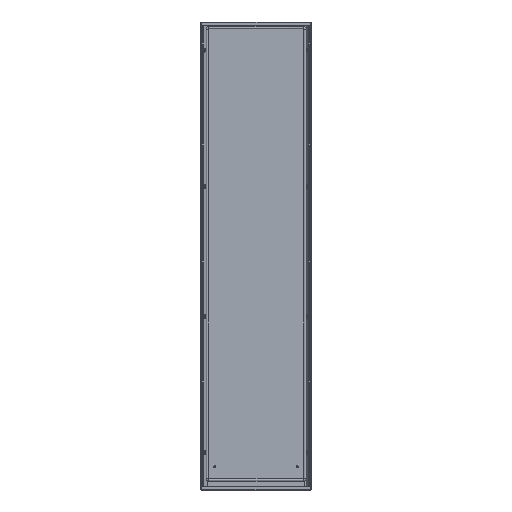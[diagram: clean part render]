
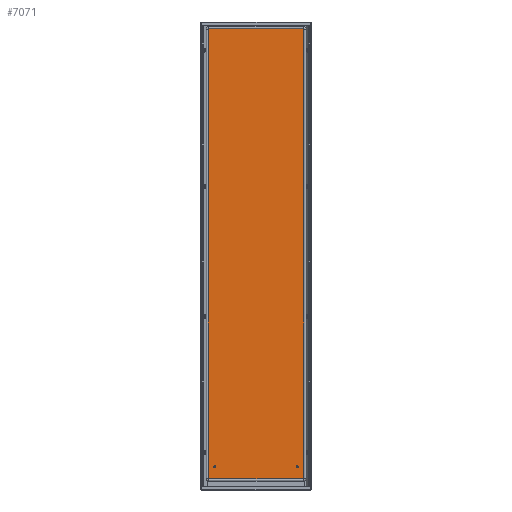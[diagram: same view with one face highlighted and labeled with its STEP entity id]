
A CAD part, top view. The second image highlights one B-rep face of the part: STEP entity #7071.
In plain terms, the highlighted planar face has unit normal (0, 0, 1).
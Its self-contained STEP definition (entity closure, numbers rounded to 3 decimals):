
#118 = ORIENTED_EDGE ( 'NONE', *, *, #1626, .F. ) ;
#259 = AXIS2_PLACEMENT_3D ( 'NONE', #4645, #834, #5237 ) ;
#438 = DIRECTION ( 'NONE',  ( -1., 0., 0. ) ) ;
#612 = CIRCLE ( 'NONE', #3482, 2.5 ) ;
#694 = EDGE_LOOP ( 'NONE', ( #118, #4060 ) ) ;
#715 = CARTESIAN_POINT ( 'NONE',  ( 199., 960., 1. ) ) ;
#729 = ORIENTED_EDGE ( 'NONE', *, *, #1535, .F. ) ;
#820 = EDGE_LOOP ( 'NONE', ( #7713, #6472 ) ) ;
#834 = DIRECTION ( 'NONE',  ( 0., 0., 1. ) ) ;
#927 = CARTESIAN_POINT ( 'NONE',  ( 174., -891., 1. ) ) ;
#986 = CARTESIAN_POINT ( 'NONE',  ( -174., -891., 1. ) ) ;
#1256 = VECTOR ( 'NONE', #5998, 1000. ) ;
#1356 = EDGE_CURVE ( 'NONE', #6518, #7844, #1388, .T. ) ;
#1388 = CIRCLE ( 'NONE', #3651, 2.5 ) ;
#1396 = EDGE_CURVE ( 'NONE', #5466, #4476, #4193, .T. ) ;
#1416 = EDGE_CURVE ( 'NONE', #4476, #6518, #7321, .T. ) ;
#1461 = EDGE_CURVE ( 'NONE', #1624, #3887, #2978, .T. ) ;
#1482 = EDGE_CURVE ( 'NONE', #7309, #5466, #7381, .T. ) ;
#1495 = EDGE_CURVE ( 'NONE', #3887, #7309, #4442, .T. ) ;
#1535 = EDGE_CURVE ( 'NONE', #6648, #1624, #612, .T. ) ;
#1547 = EDGE_CURVE ( 'NONE', #6648, #7844, #3879, .T. ) ;
#1575 = FACE_BOUND ( 'NONE', #820, .T. ) ;
#1578 = DIRECTION ( 'NONE',  ( 1., 0., 0. ) ) ;
#1615 = CARTESIAN_POINT ( 'NONE',  ( -199., -939.5, 1. ) ) ;
#1624 = VERTEX_POINT ( 'NONE', #3382 ) ;
#1626 = EDGE_CURVE ( 'NONE', #4582, #5403, #8012, .T. ) ;
#1628 = EDGE_CURVE ( 'NONE', #4805, #2224, #5077, .T. ) ;
#1638 = DIRECTION ( 'NONE',  ( 1., 0., 0. ) ) ;
#1676 = EDGE_CURVE ( 'NONE', #2224, #4805, #7471, .T. ) ;
#1722 = EDGE_CURVE ( 'NONE', #5403, #4582, #7099, .T. ) ;
#1766 = CARTESIAN_POINT ( 'NONE',  ( 178.5, -891., 1. ) ) ;
#1803 = DIRECTION ( 'NONE',  ( 0., 0., -1. ) ) ;
#1808 = ORIENTED_EDGE ( 'NONE', *, *, #1396, .F. ) ;
#1834 = CARTESIAN_POINT ( 'NONE',  ( -199., 960., 1. ) ) ;
#1948 = ORIENTED_EDGE ( 'NONE', *, *, #1416, .F. ) ;
#1972 = FACE_OUTER_BOUND ( 'NONE', #4660, .T. ) ;
#2149 = VECTOR ( 'NONE', #3110, 1000. ) ;
#2179 = AXIS2_PLACEMENT_3D ( 'NONE', #7840, #4316, #438 ) ;
#2224 = VERTEX_POINT ( 'NONE', #1766 ) ;
#2250 = DIRECTION ( 'NONE',  ( -1., 0., 0. ) ) ;
#2455 = CARTESIAN_POINT ( 'NONE',  ( 199., 960., 1. ) ) ;
#2771 = CARTESIAN_POINT ( 'NONE',  ( -174., -891., 1. ) ) ;
#2797 = DIRECTION ( 'NONE',  ( 0., 0., -1. ) ) ;
#2896 = AXIS2_PLACEMENT_3D ( 'NONE', #927, #5323, #1578 ) ;
#2970 = PLANE ( 'NONE',  #3402 ) ;
#2978 = LINE ( 'NONE', #7763, #1256 ) ;
#3029 = DIRECTION ( 'NONE',  ( -1., 0., 0. ) ) ;
#3110 = DIRECTION ( 'NONE',  ( -1., 0., 0. ) ) ;
#3291 = FACE_BOUND ( 'NONE', #694, .T. ) ;
#3309 = CARTESIAN_POINT ( 'NONE',  ( 201.5, -939.5, 1. ) ) ;
#3382 = CARTESIAN_POINT ( 'NONE',  ( 201.5, 957.5, 1. ) ) ;
#3402 = AXIS2_PLACEMENT_3D ( 'NONE', #6582, #7165, #3602 ) ;
#3404 = DIRECTION ( 'NONE',  ( 1., 0., 0. ) ) ;
#3431 = ORIENTED_EDGE ( 'NONE', *, *, #1356, .F. ) ;
#3482 = AXIS2_PLACEMENT_3D ( 'NONE', #5522, #1803, #6124 ) ;
#3602 = DIRECTION ( 'NONE',  ( 1., 0., 0. ) ) ;
#3651 = AXIS2_PLACEMENT_3D ( 'NONE', #6432, #2797, #7019 ) ;
#3674 = CARTESIAN_POINT ( 'NONE',  ( 199., -942., 1. ) ) ;
#3845 = CARTESIAN_POINT ( 'NONE',  ( -201.5, 957.5, 1. ) ) ;
#3879 = LINE ( 'NONE', #2455, #2149 ) ;
#3887 = VERTEX_POINT ( 'NONE', #3309 ) ;
#4006 = CARTESIAN_POINT ( 'NONE',  ( 169.5, -891., 1. ) ) ;
#4011 = VECTOR ( 'NONE', #4186, 1000. ) ;
#4060 = ORIENTED_EDGE ( 'NONE', *, *, #1722, .F. ) ;
#4186 = DIRECTION ( 'NONE',  ( 0., 1., 0. ) ) ;
#4193 = CIRCLE ( 'NONE', #6043, 2.5 ) ;
#4217 = ORIENTED_EDGE ( 'NONE', *, *, #1461, .F. ) ;
#4253 = VECTOR ( 'NONE', #3029, 1000. ) ;
#4316 = DIRECTION ( 'NONE',  ( 0., 0., -1. ) ) ;
#4370 = CARTESIAN_POINT ( 'NONE',  ( -201.5, -939.5, 1. ) ) ;
#4442 = CIRCLE ( 'NONE', #2179, 2.5 ) ;
#4456 = CARTESIAN_POINT ( 'NONE',  ( -199., -942., 1. ) ) ;
#4476 = VERTEX_POINT ( 'NONE', #4370 ) ;
#4562 = AXIS2_PLACEMENT_3D ( 'NONE', #986, #5370, #1638 ) ;
#4582 = VERTEX_POINT ( 'NONE', #6206 ) ;
#4645 = CARTESIAN_POINT ( 'NONE',  ( 174., -891., 1. ) ) ;
#4660 = EDGE_LOOP ( 'NONE', ( #3431, #1948, #1808, #7640, #7056, #4217, #729, #7113 ) ) ;
#4805 = VERTEX_POINT ( 'NONE', #4006 ) ;
#5077 = CIRCLE ( 'NONE', #259, 4.5 ) ;
#5237 = DIRECTION ( 'NONE',  ( 1., 0., 0. ) ) ;
#5323 = DIRECTION ( 'NONE',  ( 0., 0., 1. ) ) ;
#5370 = DIRECTION ( 'NONE',  ( 0., 0., 1. ) ) ;
#5377 = CARTESIAN_POINT ( 'NONE',  ( -201.5, -939.5, 1. ) ) ;
#5403 = VERTEX_POINT ( 'NONE', #7329 ) ;
#5466 = VERTEX_POINT ( 'NONE', #4456 ) ;
#5522 = CARTESIAN_POINT ( 'NONE',  ( 199., 957.5, 1. ) ) ;
#5941 = DIRECTION ( 'NONE',  ( 0., 0., -1. ) ) ;
#5998 = DIRECTION ( 'NONE',  ( 0., -1., 0. ) ) ;
#6043 = AXIS2_PLACEMENT_3D ( 'NONE', #1615, #5941, #2250 ) ;
#6124 = DIRECTION ( 'NONE',  ( -1., 0., 0. ) ) ;
#6137 = CARTESIAN_POINT ( 'NONE',  ( 199., -942., 1. ) ) ;
#6206 = CARTESIAN_POINT ( 'NONE',  ( -178.5, -891., 1. ) ) ;
#6432 = CARTESIAN_POINT ( 'NONE',  ( -199., 957.5, 1. ) ) ;
#6472 = ORIENTED_EDGE ( 'NONE', *, *, #1676, .F. ) ;
#6518 = VERTEX_POINT ( 'NONE', #3845 ) ;
#6582 = CARTESIAN_POINT ( 'NONE',  ( -234., 989., 1. ) ) ;
#6648 = VERTEX_POINT ( 'NONE', #715 ) ;
#6985 = DIRECTION ( 'NONE',  ( 0., 0., 1. ) ) ;
#7019 = DIRECTION ( 'NONE',  ( -1., 0., 0. ) ) ;
#7056 = ORIENTED_EDGE ( 'NONE', *, *, #1495, .F. ) ;
#7071 = ADVANCED_FACE ( 'NONE', ( #1972, #1575, #3291 ), #2970, .T. ) ;
#7077 = AXIS2_PLACEMENT_3D ( 'NONE', #2771, #6985, #3404 ) ;
#7099 = CIRCLE ( 'NONE', #4562, 4.5 ) ;
#7113 = ORIENTED_EDGE ( 'NONE', *, *, #1547, .T. ) ;
#7165 = DIRECTION ( 'NONE',  ( 0., 0., 1. ) ) ;
#7309 = VERTEX_POINT ( 'NONE', #6137 ) ;
#7321 = LINE ( 'NONE', #5377, #4011 ) ;
#7329 = CARTESIAN_POINT ( 'NONE',  ( -169.5, -891., 1. ) ) ;
#7381 = LINE ( 'NONE', #3674, #4253 ) ;
#7471 = CIRCLE ( 'NONE', #2896, 4.5 ) ;
#7640 = ORIENTED_EDGE ( 'NONE', *, *, #1482, .F. ) ;
#7713 = ORIENTED_EDGE ( 'NONE', *, *, #1628, .F. ) ;
#7763 = CARTESIAN_POINT ( 'NONE',  ( 201.5, 957.5, 1. ) ) ;
#7840 = CARTESIAN_POINT ( 'NONE',  ( 199., -939.5, 1. ) ) ;
#7844 = VERTEX_POINT ( 'NONE', #1834 ) ;
#8012 = CIRCLE ( 'NONE', #7077, 4.5 ) ;
